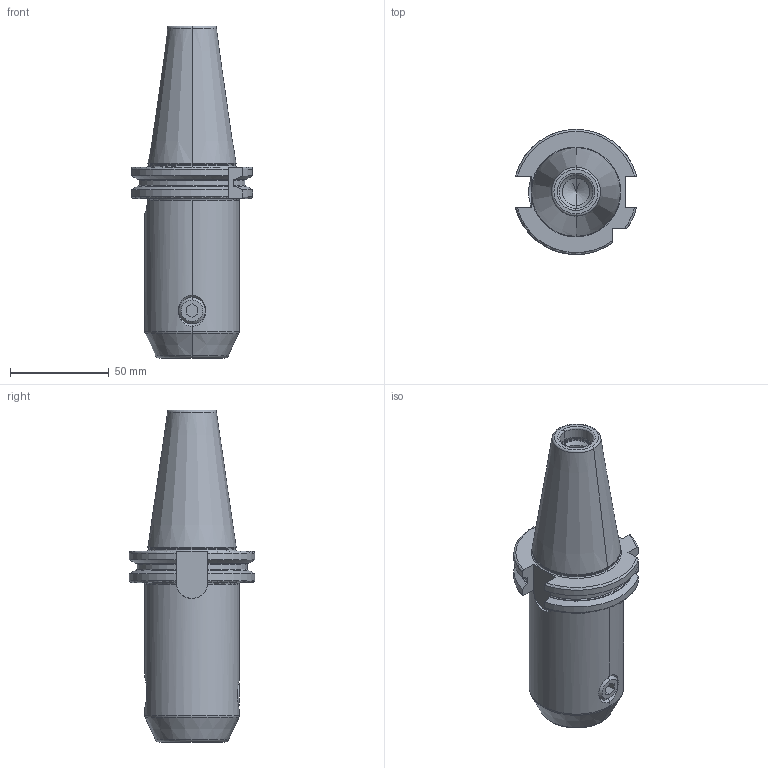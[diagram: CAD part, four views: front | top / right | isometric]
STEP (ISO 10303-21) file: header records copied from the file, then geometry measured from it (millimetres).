
FILE_DESCRIPTION((''),'2;1');
FILE_NAME('402_04_16_1','2020-07-08T',('104091'),(''),'CREO PARAMETRIC BY PTC INC, 2015290','CREO PARAMETRIC BY PTC INC, 2015290','');
FILE_SCHEMA(('CONFIG_CONTROL_DESIGN'));
Length unit declared in the file: millimetre
Products named in the file (1): 402_04_16_1
Bounding box: 61.48 x 63.54 x 168.4 mm (x, y, z)
Volume: 231095.2 mm3; surface area: 34173.5 mm2
Topology: 1 solids, 1 shells, 124 faces, 311 edges, 195 vertices
Faces by surface type: torus 33, plane 31, cylinder 30, cone 28, sphere 2
Entity records: 4064 total; most frequent: CARTESIAN_POINT 1077, DIRECTION 647, ORIENTED_EDGE 600, EDGE_CURVE 300, AXIS2_PLACEMENT_3D 263, VERTEX_POINT 185, CIRCLE 136, EDGE_LOOP 131
